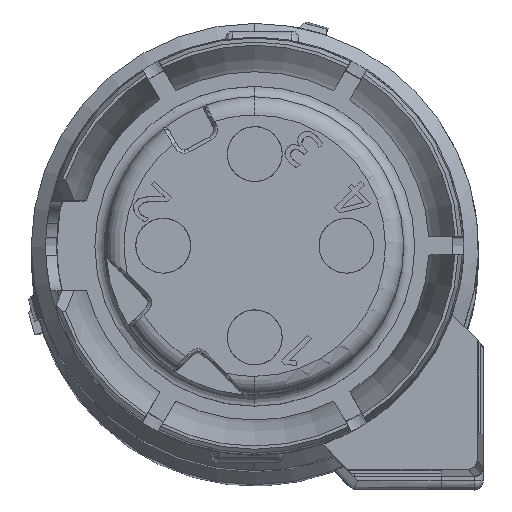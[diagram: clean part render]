
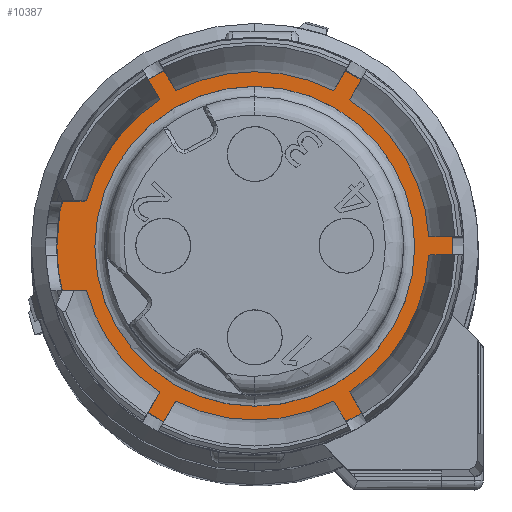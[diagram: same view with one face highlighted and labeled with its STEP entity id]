
A CAD part, top view. The second image highlights one B-rep face of the part: STEP entity #10387.
In plain terms, the highlighted planar face has unit normal (0, 0, 1).
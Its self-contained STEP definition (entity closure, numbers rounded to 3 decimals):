
#10313=AXIS2_PLACEMENT_3D('Plane Axis2P3D',#10310,#10311,#10312) ;
#10371=AXIS2_PLACEMENT_3D('Circle Axis2P3D',#10369,#10370,$) ;
#10380=AXIS2_PLACEMENT_3D('Circle Axis2P3D',#10378,#10379,$) ;
#10310=CARTESIAN_POINT('Axis2P3D Location',(6.17,6.236,277.35)) ;
#10316=CARTESIAN_POINT('Control Point',(0.77,6.236,277.35)) ;
#10317=CARTESIAN_POINT('Control Point',(0.77,6.805,277.35)) ;
#10318=CARTESIAN_POINT('Control Point',(0.845,7.374,277.35)) ;
#10319=CARTESIAN_POINT('Control Point',(0.995,7.93,277.35)) ;
#10320=CARTESIAN_POINT('Control Point',(1.438,8.99,277.35)) ;
#10321=CARTESIAN_POINT('Control Point',(2.141,9.898,277.35)) ;
#10322=CARTESIAN_POINT('Control Point',(2.55,10.303,277.35)) ;
#10323=CARTESIAN_POINT('Control Point',(3.466,10.996,277.35)) ;
#10324=CARTESIAN_POINT('Control Point',(4.53,11.428,277.35)) ;
#10325=CARTESIAN_POINT('Control Point',(5.087,11.572,277.35)) ;
#10326=CARTESIAN_POINT('Control Point',(6.227,11.711,277.35)) ;
#10327=CARTESIAN_POINT('Control Point',(7.364,11.549,277.35)) ;
#10328=CARTESIAN_POINT('Control Point',(7.918,11.393,277.35)) ;
#10329=CARTESIAN_POINT('Control Point',(8.973,10.939,277.35)) ;
#10330=CARTESIAN_POINT('Control Point',(9.874,10.228,277.35)) ;
#10331=CARTESIAN_POINT('Control Point',(10.275,9.814,277.35)) ;
#10332=CARTESIAN_POINT('Control Point',(10.945,8.909,277.35)) ;
#10333=CARTESIAN_POINT('Control Point',(11.363,7.865,277.35)) ;
#10334=CARTESIAN_POINT('Control Point',(11.501,7.33,277.35)) ;
#10335=CARTESIAN_POINT('Control Point',(11.57,6.783,277.35)) ;
#10336=CARTESIAN_POINT('Control Point',(11.57,6.236,277.35)) ;
#10337=CARTESIAN_POINT('Vertex',(0.77,6.236,277.35)) ;
#10339=CARTESIAN_POINT('Vertex',(11.57,6.236,277.35)) ;
#10343=CARTESIAN_POINT('Control Point',(11.57,6.236,277.35)) ;
#10344=CARTESIAN_POINT('Control Point',(11.57,5.667,277.35)) ;
#10345=CARTESIAN_POINT('Control Point',(11.495,5.098,277.35)) ;
#10346=CARTESIAN_POINT('Control Point',(11.345,4.542,277.35)) ;
#10347=CARTESIAN_POINT('Control Point',(10.902,3.482,277.35)) ;
#10348=CARTESIAN_POINT('Control Point',(10.2,2.574,277.35)) ;
#10349=CARTESIAN_POINT('Control Point',(9.791,2.169,277.35)) ;
#10350=CARTESIAN_POINT('Control Point',(8.875,1.476,277.35)) ;
#10351=CARTESIAN_POINT('Control Point',(7.811,1.044,277.35)) ;
#10352=CARTESIAN_POINT('Control Point',(7.254,0.9,277.35)) ;
#10353=CARTESIAN_POINT('Control Point',(6.114,0.761,277.35)) ;
#10354=CARTESIAN_POINT('Control Point',(4.977,0.923,277.35)) ;
#10355=CARTESIAN_POINT('Control Point',(4.423,1.079,277.35)) ;
#10356=CARTESIAN_POINT('Control Point',(3.368,1.533,277.35)) ;
#10357=CARTESIAN_POINT('Control Point',(2.467,2.244,277.35)) ;
#10358=CARTESIAN_POINT('Control Point',(2.066,2.658,277.35)) ;
#10359=CARTESIAN_POINT('Control Point',(1.396,3.563,277.35)) ;
#10360=CARTESIAN_POINT('Control Point',(0.978,4.607,277.35)) ;
#10361=CARTESIAN_POINT('Control Point',(0.84,5.142,277.35)) ;
#10362=CARTESIAN_POINT('Control Point',(0.77,5.689,277.35)) ;
#10363=CARTESIAN_POINT('Control Point',(0.77,6.236,277.35)) ;
#10369=CARTESIAN_POINT('Axis2P3D Location',(6.17,6.236,277.35)) ;
#10373=CARTESIAN_POINT('Vertex',(6.17,10.599,277.35)) ;
#10375=CARTESIAN_POINT('Vertex',(6.17,1.874,277.35)) ;
#10378=CARTESIAN_POINT('Axis2P3D Location',(6.17,6.236,277.35)) ;
#10311=DIRECTION('Axis2P3D Direction',(0.,0.,1.)) ;
#10312=DIRECTION('Axis2P3D XDirection',(0.,1.,0.)) ;
#10370=DIRECTION('Axis2P3D Direction',(0.,0.,1.)) ;
#10379=DIRECTION('Axis2P3D Direction',(0.,0.,1.)) ;
#10366=ORIENTED_EDGE('',*,*,#10341,.F.) ;
#10367=ORIENTED_EDGE('',*,*,#10364,.F.) ;
#10384=ORIENTED_EDGE('',*,*,#10377,.F.) ;
#10385=ORIENTED_EDGE('',*,*,#10382,.F.) ;
#10386=FACE_BOUND('',#10383,.T.) ;
#10387=ADVANCED_FACE('2003850050.1\\Hauptkoerper',(#10368,#10386),#10314,.T.) ;
#10315=B_SPLINE_CURVE_WITH_KNOTS('',5,(#10316,#10317,#10318,#10319,#10320,#10321,#10322,#10323,#10324,#10325,#10326,#10327,#10328,#10329,#10330,#10331,#10332,#10333,#10334,#10335,#10336),.UNSPECIFIED.,.F.,.U.,(6,3,3,3,3,3,6),(0.,4.025,8.05,12.075,16.099,20.124,23.991),.UNSPECIFIED.) ;
#10342=B_SPLINE_CURVE_WITH_KNOTS('',5,(#10343,#10344,#10345,#10346,#10347,#10348,#10349,#10350,#10351,#10352,#10353,#10354,#10355,#10356,#10357,#10358,#10359,#10360,#10361,#10362,#10363),.UNSPECIFIED.,.F.,.U.,(6,3,3,3,3,3,6),(0.,4.025,8.05,12.075,16.099,20.124,23.991),.UNSPECIFIED.) ;
#10372=CIRCLE('generated circle',#10371,4.363) ;
#10381=CIRCLE('generated circle',#10380,4.363) ;
#10341=EDGE_CURVE('',#10338,#10340,#10315,.T.) ;
#10364=EDGE_CURVE('',#10340,#10338,#10342,.T.) ;
#10377=EDGE_CURVE('',#10374,#10376,#10372,.T.) ;
#10382=EDGE_CURVE('',#10376,#10374,#10381,.T.) ;
#10365=EDGE_LOOP('',(#10366,#10367)) ;
#10383=EDGE_LOOP('',(#10384,#10385)) ;
#10368=FACE_OUTER_BOUND('',#10365,.T.) ;
#10314=PLANE('',#10313) ;
#10338=VERTEX_POINT('',#10337) ;
#10340=VERTEX_POINT('',#10339) ;
#10374=VERTEX_POINT('',#10373) ;
#10376=VERTEX_POINT('',#10375) ;
